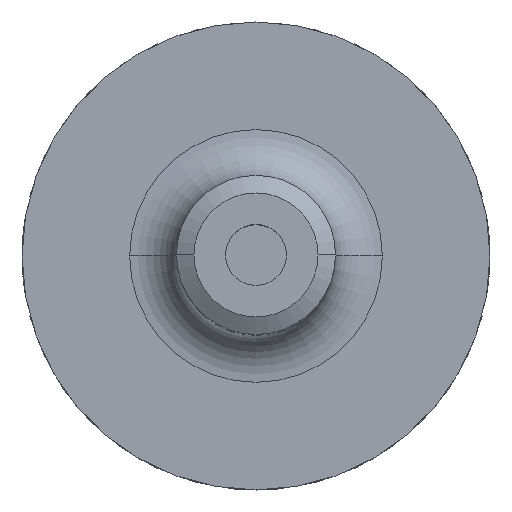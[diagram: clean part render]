
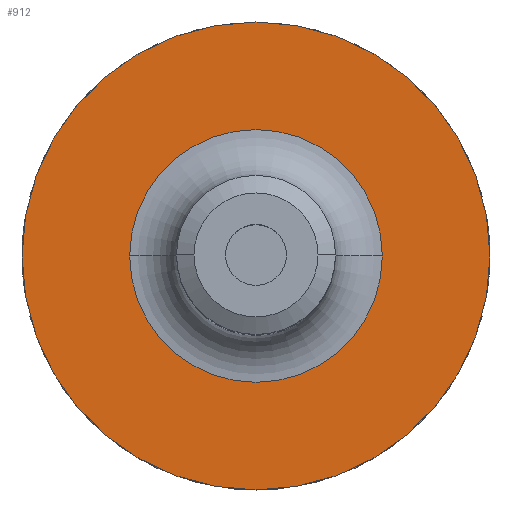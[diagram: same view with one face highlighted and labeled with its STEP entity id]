
A CAD part, top view. The second image highlights one B-rep face of the part: STEP entity #912.
In plain terms, the highlighted planar face has unit normal (0, 0, 1).
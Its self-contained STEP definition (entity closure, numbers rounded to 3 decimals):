
#3 = CARTESIAN_POINT ( 'NONE',  ( 0., 0., 38. ) ) ;
#58 = ORIENTED_EDGE ( 'NONE', *, *, #278, .F. ) ;
#62 = EDGE_CURVE ( 'NONE', #561, #1592, #811, .T. ) ;
#78 = FACE_BOUND ( 'NONE', #1489, .T. ) ;
#111 = AXIS2_PLACEMENT_3D ( 'NONE', #3, #743, #873 ) ;
#278 = EDGE_CURVE ( 'NONE', #693, #1216, #727, .T. ) ;
#311 = ORIENTED_EDGE ( 'NONE', *, *, #1831, .F. ) ;
#344 = DIRECTION ( 'NONE',  ( 0., 0., -1. ) ) ;
#368 = PLANE ( 'NONE',  #877 ) ;
#430 = CARTESIAN_POINT ( 'NONE',  ( 0., 0., 38. ) ) ;
#452 = EDGE_LOOP ( 'NONE', ( #58, #311 ) ) ;
#488 = DIRECTION ( 'NONE',  ( 0., 0., -1. ) ) ;
#507 = DIRECTION ( 'NONE',  ( -1., 0., 0. ) ) ;
#513 = AXIS2_PLACEMENT_3D ( 'NONE', #1368, #488, #1186 ) ;
#547 = CARTESIAN_POINT ( 'NONE',  ( 27., 0., 38. ) ) ;
#549 = EDGE_CURVE ( 'NONE', #1592, #561, #970, .T. ) ;
#561 = VERTEX_POINT ( 'NONE', #695 ) ;
#606 = DIRECTION ( 'NONE',  ( 0., 0., -1. ) ) ;
#693 = VERTEX_POINT ( 'NONE', #1491 ) ;
#695 = CARTESIAN_POINT ( 'NONE',  ( -27., 0., 38. ) ) ;
#719 = CIRCLE ( 'NONE', #919, 50. ) ;
#727 = CIRCLE ( 'NONE', #513, 50. ) ;
#743 = DIRECTION ( 'NONE',  ( 0., 0., -1. ) ) ;
#811 = CIRCLE ( 'NONE', #1870, 27. ) ;
#873 = DIRECTION ( 'NONE',  ( -1., 0., 0. ) ) ;
#877 = AXIS2_PLACEMENT_3D ( 'NONE', #1565, #344, #507 ) ;
#912 = ADVANCED_FACE ( 'NONE', ( #78, #1518 ), #368, .F. ) ;
#919 = AXIS2_PLACEMENT_3D ( 'NONE', #1486, #606, #1788 ) ;
#956 = ORIENTED_EDGE ( 'NONE', *, *, #549, .T. ) ;
#970 = CIRCLE ( 'NONE', #111, 27. ) ;
#1158 = ORIENTED_EDGE ( 'NONE', *, *, #62, .T. ) ;
#1186 = DIRECTION ( 'NONE',  ( -1., 0., 0. ) ) ;
#1216 = VERTEX_POINT ( 'NONE', #1911 ) ;
#1368 = CARTESIAN_POINT ( 'NONE',  ( 0., 0., 38. ) ) ;
#1479 = DIRECTION ( 'NONE',  ( -1., 0., 0. ) ) ;
#1486 = CARTESIAN_POINT ( 'NONE',  ( 0., 0., 38. ) ) ;
#1489 = EDGE_LOOP ( 'NONE', ( #1158, #956 ) ) ;
#1491 = CARTESIAN_POINT ( 'NONE',  ( -50., 0., 38. ) ) ;
#1518 = FACE_OUTER_BOUND ( 'NONE', #452, .T. ) ;
#1565 = CARTESIAN_POINT ( 'NONE',  ( 0., 0., 38. ) ) ;
#1592 = VERTEX_POINT ( 'NONE', #547 ) ;
#1624 = DIRECTION ( 'NONE',  ( 0., 0., -1. ) ) ;
#1788 = DIRECTION ( 'NONE',  ( -1., 0., 0. ) ) ;
#1831 = EDGE_CURVE ( 'NONE', #1216, #693, #719, .T. ) ;
#1870 = AXIS2_PLACEMENT_3D ( 'NONE', #430, #1624, #1479 ) ;
#1911 = CARTESIAN_POINT ( 'NONE',  ( 50., 0., 38. ) ) ;
